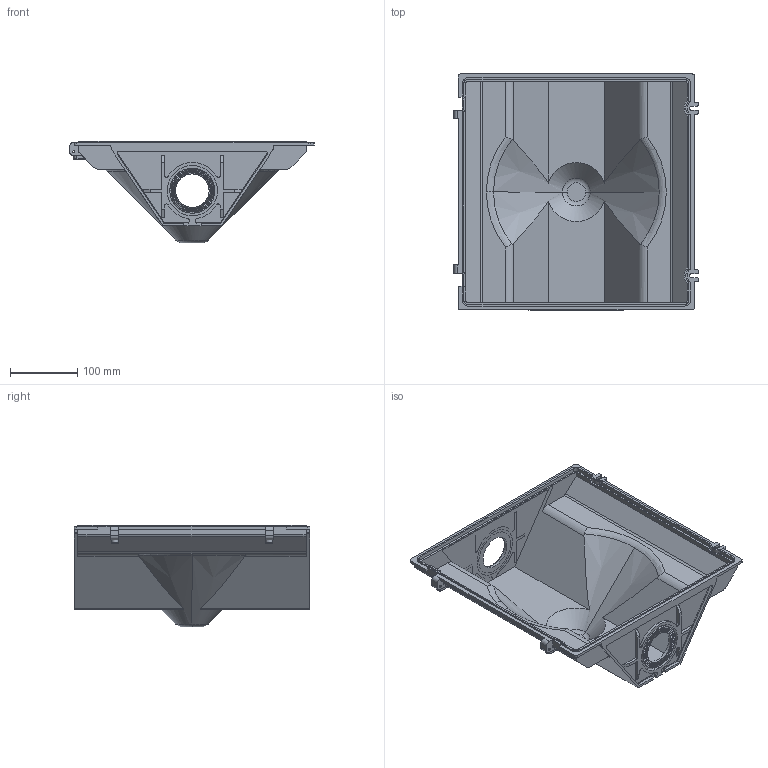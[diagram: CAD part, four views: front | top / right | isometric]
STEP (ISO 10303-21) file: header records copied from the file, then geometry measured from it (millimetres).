
FILE_DESCRIPTION (( 'STEP AP203' ), '1' );
FILE_NAME ('Housing_Predeterminado_sldprt.STEP', '2020-07-08T17:55:18', ( '' ), ( '' ), 'SwSTEP 2.0', 'SolidWorks 2017', '' );
FILE_SCHEMA (( 'CONFIG_CONTROL_DESIGN' ));
Length unit declared in the file: millimetre
Products named in the file (1): Housing_Predeterminado_sldprt
Bounding box: 365 x 352 x 152 mm (x, y, z)
Volume: 963220.2 mm3; surface area: 458291.9 mm2
Topology: 1 solids, 1 shells, 859 faces, 2525 edges, 1674 vertices
Faces by surface type: plane 350, bspline 324, cylinder 166, torus 15, cone 4
Entity records: 37787 total; most frequent: CARTESIAN_POINT 17174, ORIENTED_EDGE 5050, DIRECTION 3255, EDGE_CURVE 2525, VERTEX_POINT 1674, AXIS2_PLACEMENT_3D 1199, B_SPLINE_CURVE_WITH_KNOTS 992, EDGE_LOOP 873
